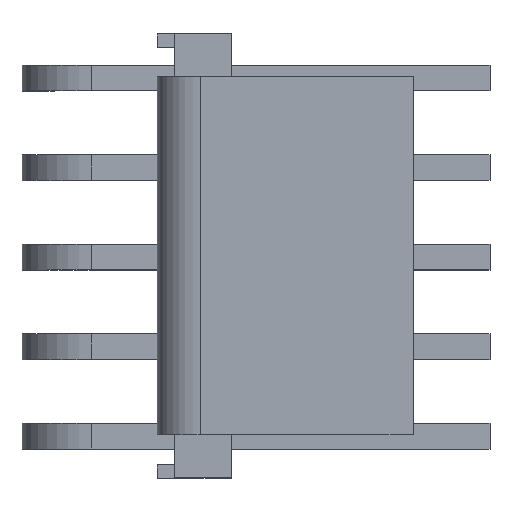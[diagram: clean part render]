
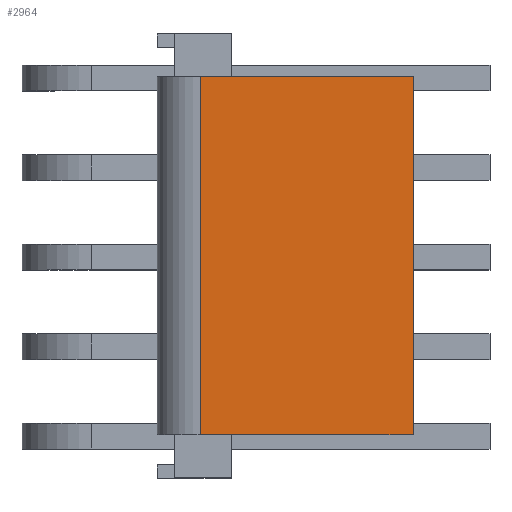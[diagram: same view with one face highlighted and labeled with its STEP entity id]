
A CAD part, top view. The second image highlights one B-rep face of the part: STEP entity #2964.
In plain terms, the highlighted planar face has unit normal (0, 0, 1).
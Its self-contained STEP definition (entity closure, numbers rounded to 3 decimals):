
#1850 = VERTEX_POINT('',#1851);
#1851 = CARTESIAN_POINT('',(16.754,0.062,
    10.009));
#1857 = EDGE_CURVE('',#1858,#1850,#1860,.T.);
#1858 = VERTEX_POINT('',#1859);
#1859 = CARTESIAN_POINT('',(7.33,0.062,
    10.009));
#1860 = LINE('',#1861,#1862);
#1861 = CARTESIAN_POINT('',(7.33,0.062,
    10.009));
#1862 = VECTOR('',#1863,1.);
#1863 = DIRECTION('',(1.,0.,0.));
#2852 = VERTEX_POINT('',#2853);
#2853 = CARTESIAN_POINT('',(7.33,-15.787,
    10.009));
#2860 = EDGE_CURVE('',#2852,#2861,#2863,.T.);
#2861 = VERTEX_POINT('',#2862);
#2862 = CARTESIAN_POINT('',(16.754,-15.787,
    10.009));
#2863 = LINE('',#2864,#2865);
#2864 = CARTESIAN_POINT('',(7.33,-15.787,
    10.009));
#2865 = VECTOR('',#2866,1.);
#2866 = DIRECTION('',(1.,0.,0.));
#2953 = EDGE_CURVE('',#1858,#2852,#2954,.T.);
#2954 = LINE('',#2955,#2956);
#2955 = CARTESIAN_POINT('',(7.33,0.062,
    10.009));
#2956 = VECTOR('',#2957,1.);
#2957 = DIRECTION('',(0.,-1.,0.));
#2964 = ADVANCED_FACE('',(#2965),#2976,.T.);
#2965 = FACE_BOUND('',#2966,.F.);
#2966 = EDGE_LOOP('',(#2967,#2968,#2974,#2975));
#2967 = ORIENTED_EDGE('',*,*,#1857,.T.);
#2968 = ORIENTED_EDGE('',*,*,#2969,.T.);
#2969 = EDGE_CURVE('',#1850,#2861,#2970,.T.);
#2970 = LINE('',#2971,#2972);
#2971 = CARTESIAN_POINT('',(16.754,0.062,
    10.009));
#2972 = VECTOR('',#2973,1.);
#2973 = DIRECTION('',(0.,-1.,0.));
#2974 = ORIENTED_EDGE('',*,*,#2860,.F.);
#2975 = ORIENTED_EDGE('',*,*,#2953,.F.);
#2976 = PLANE('',#2977);
#2977 = AXIS2_PLACEMENT_3D('',#2978,#2979,#2980);
#2978 = CARTESIAN_POINT('',(7.33,0.062,
    10.009));
#2979 = DIRECTION('',(0.,0.,1.));
#2980 = DIRECTION('',(1.,0.,0.));
